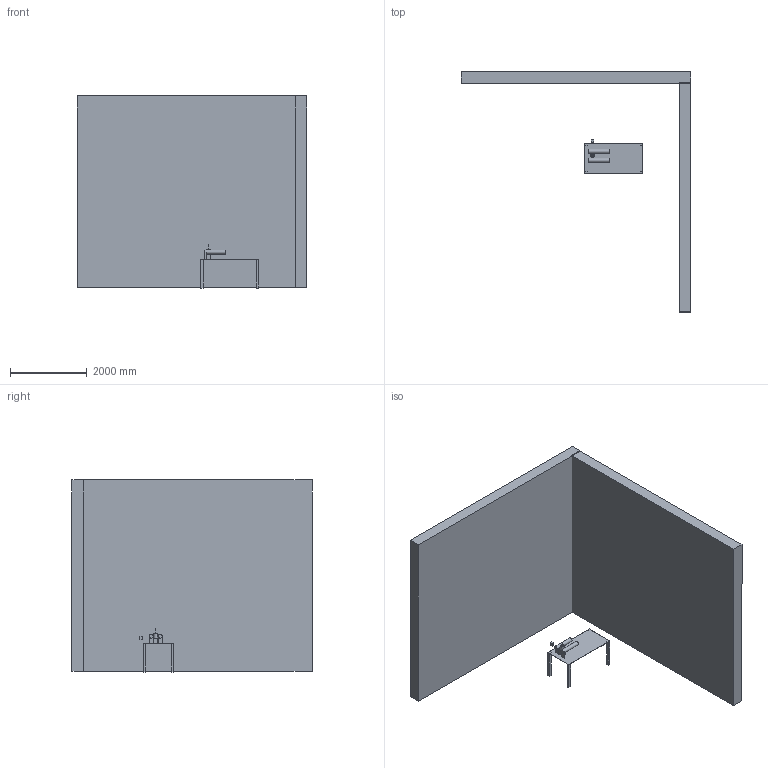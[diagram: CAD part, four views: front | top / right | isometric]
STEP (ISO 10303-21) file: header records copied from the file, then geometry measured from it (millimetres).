
FILE_DESCRIPTION(/* description */ (''),/* implementation_level */ '2;1');
FILE_NAME(/* name */ 'geometry.step',/* time_stamp */ '2024-03-21T12:19:46-04:00',/* author */ (''),/* organization */ (''),/* preprocessor_version */ 'ST-DEVELOPER v20',/* originating_system */ 'Autodesk Translation Framework v12.20.1.177',/* authorisation */ '');
FILE_SCHEMA (('AUTOMOTIVE_DESIGN { 1 0 10303 214 3 1 1 }'));
Length unit declared in the file: millimetre
Products named in the file (18): small_baby_setup; SETUP; Table; Component1; Neutron_source; Neutron_source_1; Component1_1; Detector; wall; source_support; source_support_1; Component1_2; crucible_standing; Component1_3; Crucible_v2; Component1_4; Component2; Component3
Assembly tree (20 placements, depth 4):
  small_baby_setup
    SETUP
      Table
        Component1
      Neutron_source
        Component1_1
      Neutron_source_1
        Component1_1
      Detector
    wall  x2
    source_support
      Component1_2
    source_support_1
      Component1_2
    crucible_standing
      Component1_3
    Crucible_v2
      Component1_4
      Component2
      Component3
Bounding box: 6000 x 6270 x 5015 mm (x, y, z)
Volume: 18030075455.4 mm3; surface area: 137062625.9 mm2
Topology: 12 solids, 12 shells, 73 faces, 144 edges, 96 vertices
Faces by surface type: plane 63, cylinder 10
Full cylindrical faces by diameter (mm): 4.76 x1, 42 x2, 92 x2, 100 x1, 105 x2
Entity records: 2038 total; most frequent: DIRECTION 327, CARTESIAN_POINT 292, ORIENTED_EDGE 234, EDGE_CURVE 117, AXIS2_PLACEMENT_3D 113, LINE 101, VECTOR 101, VERTEX_POINT 78
